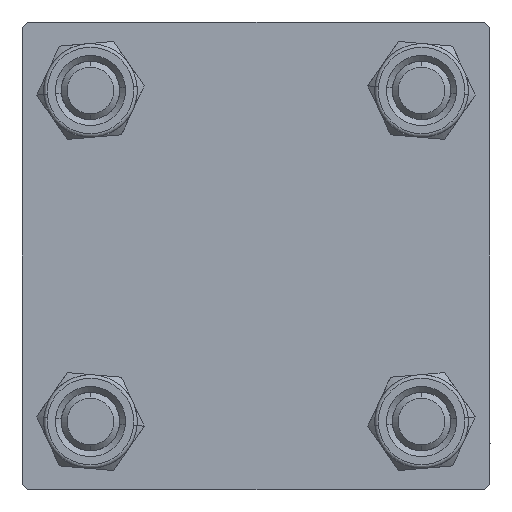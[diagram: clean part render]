
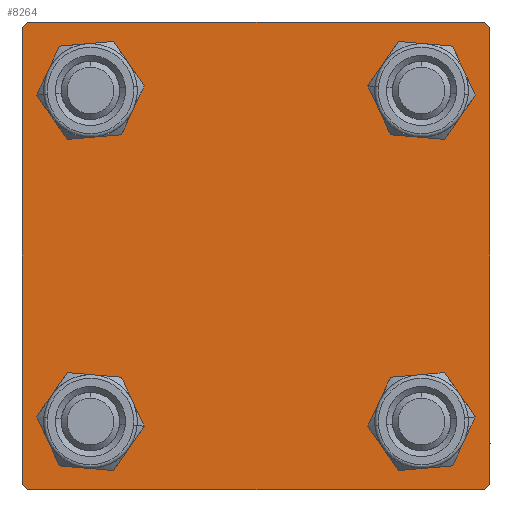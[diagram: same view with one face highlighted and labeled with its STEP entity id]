
A CAD part, left-side view. The second image highlights one B-rep face of the part: STEP entity #8264.
In plain terms, the highlighted planar face has unit normal (-1, 0, 0).
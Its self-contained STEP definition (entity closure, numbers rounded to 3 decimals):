
#336 = LINE ( 'NONE', #25864, #37029 ) ;
#391 = ORIENTED_EDGE ( 'NONE', *, *, #15158, .F. ) ;
#462 = EDGE_CURVE ( 'NONE', #45071, #6245, #38707, .T. ) ;
#1475 = ORIENTED_EDGE ( 'NONE', *, *, #21252, .T. ) ;
#1695 = CARTESIAN_POINT ( 'NONE',  ( 0., -14.15, 14.15 ) ) ;
#2221 = DIRECTION ( 'NONE',  ( 0., 0., 1. ) ) ;
#2591 = VECTOR ( 'NONE', #37859, 1000. ) ;
#2916 = EDGE_CURVE ( 'NONE', #11814, #55480, #19588, .T. ) ;
#2975 = VERTEX_POINT ( 'NONE', #11052 ) ;
#3341 = VECTOR ( 'NONE', #22510, 1000. ) ;
#3576 = ORIENTED_EDGE ( 'NONE', *, *, #26779, .T. ) ;
#5674 = AXIS2_PLACEMENT_3D ( 'NONE', #15783, #15219, #46742 ) ;
#5989 = DIRECTION ( 'NONE',  ( 0., 0., 1. ) ) ;
#6145 = CARTESIAN_POINT ( 'NONE',  ( 0., -19.75, -19.75 ) ) ;
#6245 = VERTEX_POINT ( 'NONE', #17504 ) ;
#6928 = ORIENTED_EDGE ( 'NONE', *, *, #32304, .T. ) ;
#7109 = DIRECTION ( 'NONE',  ( 0., 0., 1. ) ) ;
#7702 = ORIENTED_EDGE ( 'NONE', *, *, #49083, .T. ) ;
#8264 = ADVANCED_FACE ( 'NONE', ( #24448, #23873, #54260, #49676, #41363 ), #19004, .T. ) ;
#9313 = LINE ( 'NONE', #44273, #3341 ) ;
#9480 = EDGE_CURVE ( 'NONE', #6245, #45071, #47121, .T. ) ;
#9926 = VECTOR ( 'NONE', #10146, 1000. ) ;
#10146 = DIRECTION ( 'NONE',  ( 0., 0.707, 0.707 ) ) ;
#10288 = VECTOR ( 'NONE', #49442, 1000. ) ;
#10668 = DIRECTION ( 'NONE',  ( 0., 0., 1. ) ) ;
#10765 = VERTEX_POINT ( 'NONE', #16232 ) ;
#11052 = CARTESIAN_POINT ( 'NONE',  ( 0., 19.5, -20. ) ) ;
#11814 = VERTEX_POINT ( 'NONE', #33754 ) ;
#11963 = VECTOR ( 'NONE', #27146, 1000. ) ;
#12116 = ORIENTED_EDGE ( 'NONE', *, *, #2916, .T. ) ;
#12245 = AXIS2_PLACEMENT_3D ( 'NONE', #24161, #32480, #49956 ) ;
#13650 = LINE ( 'NONE', #19079, #11963 ) ;
#14056 = AXIS2_PLACEMENT_3D ( 'NONE', #40624, #49226, #43794 ) ;
#14282 = VERTEX_POINT ( 'NONE', #21002 ) ;
#14447 = CARTESIAN_POINT ( 'NONE',  ( 0., -19.75, 19.75 ) ) ;
#15012 = LINE ( 'NONE', #6145, #10288 ) ;
#15158 = EDGE_CURVE ( 'NONE', #51129, #10765, #9313, .T. ) ;
#15219 = DIRECTION ( 'NONE',  ( 1., 0., 0. ) ) ;
#15249 = CARTESIAN_POINT ( 'NONE',  ( 0., -14.15, -14.15 ) ) ;
#15524 = ORIENTED_EDGE ( 'NONE', *, *, #31824, .T. ) ;
#15783 = CARTESIAN_POINT ( 'NONE',  ( 0., -14.15, -14.15 ) ) ;
#15864 = CARTESIAN_POINT ( 'NONE',  ( 0., 20., -19.5 ) ) ;
#16232 = CARTESIAN_POINT ( 'NONE',  ( 0., -19.5, 20. ) ) ;
#17222 = CARTESIAN_POINT ( 'NONE',  ( 0., 14.15, -11.15 ) ) ;
#17504 = CARTESIAN_POINT ( 'NONE',  ( 0., -14.15, 11.15 ) ) ;
#18569 = AXIS2_PLACEMENT_3D ( 'NONE', #24013, #33186, #2221 ) ;
#18891 = DIRECTION ( 'NONE',  ( 1., 0., 0. ) ) ;
#19004 = PLANE ( 'NONE',  #12245 ) ;
#19079 = CARTESIAN_POINT ( 'NONE',  ( 0., 19.75, -19.75 ) ) ;
#19414 = CARTESIAN_POINT ( 'NONE',  ( 0., 20., 19.5 ) ) ;
#19588 = CIRCLE ( 'NONE', #14056, 3. ) ;
#20385 = LINE ( 'NONE', #33294, #35026 ) ;
#21002 = CARTESIAN_POINT ( 'NONE',  ( 0., 14.15, 11.15 ) ) ;
#21220 = ORIENTED_EDGE ( 'NONE', *, *, #40609, .T. ) ;
#21231 = VECTOR ( 'NONE', #26698, 1000. ) ;
#21252 = EDGE_CURVE ( 'NONE', #55480, #11814, #52031, .T. ) ;
#21518 = VERTEX_POINT ( 'NONE', #15864 ) ;
#21616 = VERTEX_POINT ( 'NONE', #42807 ) ;
#22175 = VERTEX_POINT ( 'NONE', #32081 ) ;
#22333 = ORIENTED_EDGE ( 'NONE', *, *, #41140, .T. ) ;
#22510 = DIRECTION ( 'NONE',  ( 0., -1., 0. ) ) ;
#23567 = ORIENTED_EDGE ( 'NONE', *, *, #36138, .T. ) ;
#23873 = FACE_BOUND ( 'NONE', #41003, .T. ) ;
#24013 = CARTESIAN_POINT ( 'NONE',  ( 0., -14.15, 14.15 ) ) ;
#24120 = DIRECTION ( 'NONE',  ( 0., -1., 0. ) ) ;
#24161 = CARTESIAN_POINT ( 'NONE',  ( 0., 0., 0. ) ) ;
#24448 = FACE_BOUND ( 'NONE', #52827, .T. ) ;
#25017 = DIRECTION ( 'NONE',  ( 1., 0., 0. ) ) ;
#25276 = ORIENTED_EDGE ( 'NONE', *, *, #9480, .T. ) ;
#25526 = LINE ( 'NONE', #33854, #2591 ) ;
#25822 = CIRCLE ( 'NONE', #51427, 3. ) ;
#25864 = CARTESIAN_POINT ( 'NONE',  ( 0., 19.75, 19.75 ) ) ;
#26118 = EDGE_CURVE ( 'NONE', #40418, #55948, #25526, .T. ) ;
#26698 = DIRECTION ( 'NONE',  ( 0., 0., -1. ) ) ;
#26779 = EDGE_CURVE ( 'NONE', #40418, #10765, #54287, .T. ) ;
#27146 = DIRECTION ( 'NONE',  ( 0., -0.707, -0.707 ) ) ;
#27223 = VERTEX_POINT ( 'NONE', #55830 ) ;
#29835 = DIRECTION ( 'NONE',  ( 0., 0., 1. ) ) ;
#30399 = CIRCLE ( 'NONE', #5674, 3. ) ;
#30400 = CARTESIAN_POINT ( 'NONE',  ( 0., 14.15, -14.15 ) ) ;
#30451 = CARTESIAN_POINT ( 'NONE',  ( 0., -14.15, 17.15 ) ) ;
#31010 = LINE ( 'NONE', #48475, #21231 ) ;
#31824 = EDGE_CURVE ( 'NONE', #21518, #2975, #13650, .T. ) ;
#32001 = ORIENTED_EDGE ( 'NONE', *, *, #35855, .T. ) ;
#32081 = CARTESIAN_POINT ( 'NONE',  ( 0., -19.5, -20. ) ) ;
#32304 = EDGE_CURVE ( 'NONE', #27223, #14282, #49537, .T. ) ;
#32480 = DIRECTION ( 'NONE',  ( -1., 0., 0. ) ) ;
#33186 = DIRECTION ( 'NONE',  ( 1., 0., 0. ) ) ;
#33294 = CARTESIAN_POINT ( 'NONE',  ( 0., 20., -20. ) ) ;
#33754 = CARTESIAN_POINT ( 'NONE',  ( 0., 14.15, -17.15 ) ) ;
#33755 = VERTEX_POINT ( 'NONE', #19414 ) ;
#33783 = ORIENTED_EDGE ( 'NONE', *, *, #26118, .F. ) ;
#33854 = CARTESIAN_POINT ( 'NONE',  ( 0., -20., 20. ) ) ;
#34908 = AXIS2_PLACEMENT_3D ( 'NONE', #42088, #36391, #7109 ) ;
#34987 = DIRECTION ( 'NONE',  ( 1., 0., 0. ) ) ;
#35026 = VECTOR ( 'NONE', #24120, 1000. ) ;
#35855 = EDGE_CURVE ( 'NONE', #40846, #21616, #25822, .T. ) ;
#36138 = EDGE_CURVE ( 'NONE', #33755, #21518, #31010, .T. ) ;
#36196 = CARTESIAN_POINT ( 'NONE',  ( 0., -20., 19.5 ) ) ;
#36391 = DIRECTION ( 'NONE',  ( 1., 0., 0. ) ) ;
#37029 = VECTOR ( 'NONE', #48205, 1000. ) ;
#37859 = DIRECTION ( 'NONE',  ( 0., 0., -1. ) ) ;
#37899 = EDGE_CURVE ( 'NONE', #14282, #27223, #43160, .T. ) ;
#37984 = AXIS2_PLACEMENT_3D ( 'NONE', #1695, #18891, #5989 ) ;
#38151 = EDGE_LOOP ( 'NONE', ( #23567, #15524, #41790, #22333, #33783, #3576, #391, #7702 ) ) ;
#38707 = CIRCLE ( 'NONE', #18569, 3. ) ;
#39095 = ORIENTED_EDGE ( 'NONE', *, *, #462, .T. ) ;
#39909 = CARTESIAN_POINT ( 'NONE',  ( 0., -20., -19.5 ) ) ;
#40418 = VERTEX_POINT ( 'NONE', #36196 ) ;
#40609 = EDGE_CURVE ( 'NONE', #21616, #40846, #30399, .T. ) ;
#40624 = CARTESIAN_POINT ( 'NONE',  ( 0., 14.15, -14.15 ) ) ;
#40661 = EDGE_CURVE ( 'NONE', #2975, #22175, #20385, .T. ) ;
#40846 = VERTEX_POINT ( 'NONE', #48453 ) ;
#41003 = EDGE_LOOP ( 'NONE', ( #32001, #21220 ) ) ;
#41140 = EDGE_CURVE ( 'NONE', #22175, #55948, #15012, .T. ) ;
#41363 = FACE_OUTER_BOUND ( 'NONE', #38151, .T. ) ;
#41790 = ORIENTED_EDGE ( 'NONE', *, *, #40661, .T. ) ;
#42015 = CARTESIAN_POINT ( 'NONE',  ( 0., 19.5, 20. ) ) ;
#42088 = CARTESIAN_POINT ( 'NONE',  ( 0., 14.15, 14.15 ) ) ;
#42628 = EDGE_LOOP ( 'NONE', ( #1475, #12116 ) ) ;
#42807 = CARTESIAN_POINT ( 'NONE',  ( 0., -14.15, -17.15 ) ) ;
#43055 = CARTESIAN_POINT ( 'NONE',  ( 0., 14.15, 14.15 ) ) ;
#43160 = CIRCLE ( 'NONE', #34908, 3. ) ;
#43794 = DIRECTION ( 'NONE',  ( 0., 0., 1. ) ) ;
#44273 = CARTESIAN_POINT ( 'NONE',  ( 0., 20., 20. ) ) ;
#44951 = AXIS2_PLACEMENT_3D ( 'NONE', #43055, #25017, #56533 ) ;
#45071 = VERTEX_POINT ( 'NONE', #30451 ) ;
#46742 = DIRECTION ( 'NONE',  ( 0., 0., 1. ) ) ;
#47121 = CIRCLE ( 'NONE', #37984, 3. ) ;
#47447 = AXIS2_PLACEMENT_3D ( 'NONE', #30400, #34987, #29835 ) ;
#47687 = ORIENTED_EDGE ( 'NONE', *, *, #37899, .T. ) ;
#48205 = DIRECTION ( 'NONE',  ( 0., 0.707, -0.707 ) ) ;
#48245 = EDGE_LOOP ( 'NONE', ( #6928, #47687 ) ) ;
#48453 = CARTESIAN_POINT ( 'NONE',  ( 0., -14.15, -11.15 ) ) ;
#48475 = CARTESIAN_POINT ( 'NONE',  ( 0., 20., 20. ) ) ;
#49083 = EDGE_CURVE ( 'NONE', #51129, #33755, #336, .T. ) ;
#49226 = DIRECTION ( 'NONE',  ( 1., 0., 0. ) ) ;
#49442 = DIRECTION ( 'NONE',  ( 0., -0.707, 0.707 ) ) ;
#49537 = CIRCLE ( 'NONE', #44951, 3. ) ;
#49676 = FACE_BOUND ( 'NONE', #48245, .T. ) ;
#49956 = DIRECTION ( 'NONE',  ( 0., 0., 1. ) ) ;
#50790 = DIRECTION ( 'NONE',  ( 1., 0., 0. ) ) ;
#51129 = VERTEX_POINT ( 'NONE', #42015 ) ;
#51427 = AXIS2_PLACEMENT_3D ( 'NONE', #15249, #50790, #10668 ) ;
#52031 = CIRCLE ( 'NONE', #47447, 3. ) ;
#52827 = EDGE_LOOP ( 'NONE', ( #39095, #25276 ) ) ;
#54260 = FACE_BOUND ( 'NONE', #42628, .T. ) ;
#54287 = LINE ( 'NONE', #14447, #9926 ) ;
#55480 = VERTEX_POINT ( 'NONE', #17222 ) ;
#55830 = CARTESIAN_POINT ( 'NONE',  ( 0., 14.15, 17.15 ) ) ;
#55948 = VERTEX_POINT ( 'NONE', #39909 ) ;
#56533 = DIRECTION ( 'NONE',  ( 0., 0., 1. ) ) ;
